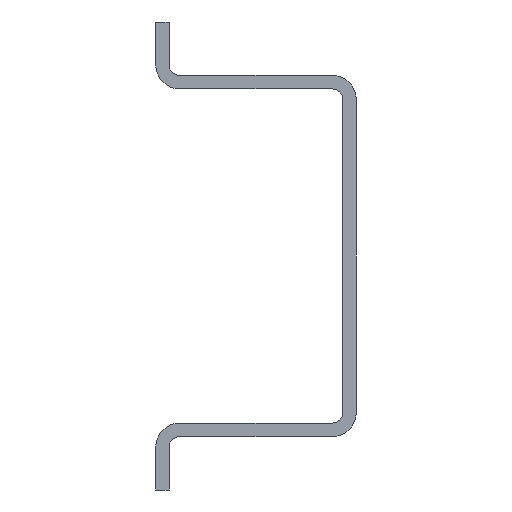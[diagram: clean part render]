
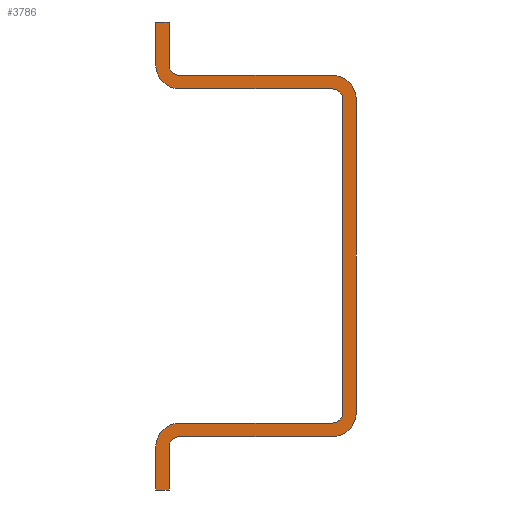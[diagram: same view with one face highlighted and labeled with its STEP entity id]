
A CAD part, front view. The second image highlights one B-rep face of the part: STEP entity #3786.
In plain terms, the highlighted planar face has unit normal (0, -1, 0).
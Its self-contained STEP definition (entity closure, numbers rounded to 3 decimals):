
#188=PLANE('',#4146);
#370=FACE_OUTER_BOUND('',#632,.T.);
#632=EDGE_LOOP('',(#3497,#3498,#3499,#3500,#3501,#3502,#3503,#3504,#3505,
#3506,#3507,#3508,#3509,#3510,#3511,#3512,#3513,#3514,#3515,#3516));
#953=LINE('',#6193,#1317);
#958=LINE('',#6207,#1322);
#962=LINE('',#6219,#1326);
#966=LINE('',#6231,#1330);
#970=LINE('',#6243,#1334);
#973=LINE('',#6249,#1337);
#976=LINE('',#6255,#1340);
#980=LINE('',#6267,#1344);
#984=LINE('',#6279,#1348);
#988=LINE('',#6291,#1352);
#992=LINE('',#6303,#1356);
#995=LINE('',#6308,#1359);
#1317=VECTOR('',#5111,3.2);
#1322=VECTOR('',#5124,11.4);
#1326=VECTOR('',#5136,23.4);
#1330=VECTOR('',#5148,11.4);
#1334=VECTOR('',#5160,3.2);
#1337=VECTOR('',#5165,1.);
#1340=VECTOR('',#5170,3.2);
#1344=VECTOR('',#5182,11.4);
#1348=VECTOR('',#5194,23.4);
#1352=VECTOR('',#5206,11.4);
#1356=VECTOR('',#5218,3.2);
#1359=VECTOR('',#5223,1.);
#1521=CIRCLE('',#4111,1.8);
#1523=CIRCLE('',#4115,0.8);
#1525=CIRCLE('',#4119,0.8);
#1527=CIRCLE('',#4123,1.8);
#1529=CIRCLE('',#4129,0.8);
#1531=CIRCLE('',#4133,1.8);
#1533=CIRCLE('',#4137,1.8);
#1535=CIRCLE('',#4141,0.8);
#1857=VERTEX_POINT('',#6191);
#1858=VERTEX_POINT('',#6192);
#1861=VERTEX_POINT('',#6200);
#1863=VERTEX_POINT('',#6206);
#1865=VERTEX_POINT('',#6212);
#1867=VERTEX_POINT('',#6218);
#1869=VERTEX_POINT('',#6224);
#1871=VERTEX_POINT('',#6230);
#1873=VERTEX_POINT('',#6236);
#1875=VERTEX_POINT('',#6242);
#1877=VERTEX_POINT('',#6248);
#1879=VERTEX_POINT('',#6254);
#1881=VERTEX_POINT('',#6260);
#1883=VERTEX_POINT('',#6266);
#1885=VERTEX_POINT('',#6272);
#1887=VERTEX_POINT('',#6278);
#1889=VERTEX_POINT('',#6284);
#1891=VERTEX_POINT('',#6290);
#1893=VERTEX_POINT('',#6296);
#1895=VERTEX_POINT('',#6302);
#2377=EDGE_CURVE('',#1857,#1858,#953,.T.);
#2381=EDGE_CURVE('',#1861,#1857,#1521,.T.);
#2384=EDGE_CURVE('',#1863,#1861,#958,.T.);
#2387=EDGE_CURVE('',#1865,#1863,#1523,.T.);
#2390=EDGE_CURVE('',#1867,#1865,#962,.T.);
#2393=EDGE_CURVE('',#1869,#1867,#1525,.T.);
#2396=EDGE_CURVE('',#1871,#1869,#966,.T.);
#2399=EDGE_CURVE('',#1873,#1871,#1527,.T.);
#2402=EDGE_CURVE('',#1875,#1873,#970,.T.);
#2405=EDGE_CURVE('',#1877,#1875,#973,.T.);
#2408=EDGE_CURVE('',#1879,#1877,#976,.T.);
#2411=EDGE_CURVE('',#1881,#1879,#1529,.T.);
#2414=EDGE_CURVE('',#1883,#1881,#980,.T.);
#2417=EDGE_CURVE('',#1885,#1883,#1531,.T.);
#2420=EDGE_CURVE('',#1887,#1885,#984,.T.);
#2423=EDGE_CURVE('',#1889,#1887,#1533,.T.);
#2426=EDGE_CURVE('',#1891,#1889,#988,.T.);
#2429=EDGE_CURVE('',#1893,#1891,#1535,.T.);
#2432=EDGE_CURVE('',#1895,#1893,#992,.T.);
#2435=EDGE_CURVE('',#1858,#1895,#995,.T.);
#3497=ORIENTED_EDGE('',*,*,#2435,.F.);
#3498=ORIENTED_EDGE('',*,*,#2377,.F.);
#3499=ORIENTED_EDGE('',*,*,#2381,.F.);
#3500=ORIENTED_EDGE('',*,*,#2384,.F.);
#3501=ORIENTED_EDGE('',*,*,#2387,.F.);
#3502=ORIENTED_EDGE('',*,*,#2390,.F.);
#3503=ORIENTED_EDGE('',*,*,#2393,.F.);
#3504=ORIENTED_EDGE('',*,*,#2396,.F.);
#3505=ORIENTED_EDGE('',*,*,#2399,.F.);
#3506=ORIENTED_EDGE('',*,*,#2402,.F.);
#3507=ORIENTED_EDGE('',*,*,#2405,.F.);
#3508=ORIENTED_EDGE('',*,*,#2408,.F.);
#3509=ORIENTED_EDGE('',*,*,#2411,.F.);
#3510=ORIENTED_EDGE('',*,*,#2414,.F.);
#3511=ORIENTED_EDGE('',*,*,#2417,.F.);
#3512=ORIENTED_EDGE('',*,*,#2420,.F.);
#3513=ORIENTED_EDGE('',*,*,#2423,.F.);
#3514=ORIENTED_EDGE('',*,*,#2426,.F.);
#3515=ORIENTED_EDGE('',*,*,#2429,.F.);
#3516=ORIENTED_EDGE('',*,*,#2432,.F.);
#3786=ADVANCED_FACE('',(#370),#188,.F.);
#4111=AXIS2_PLACEMENT_3D('',#6201,#5117,#5118);
#4115=AXIS2_PLACEMENT_3D('',#6213,#5129,#5130);
#4119=AXIS2_PLACEMENT_3D('',#6225,#5141,#5142);
#4123=AXIS2_PLACEMENT_3D('',#6237,#5153,#5154);
#4129=AXIS2_PLACEMENT_3D('',#6261,#5175,#5176);
#4133=AXIS2_PLACEMENT_3D('',#6273,#5187,#5188);
#4137=AXIS2_PLACEMENT_3D('',#6285,#5199,#5200);
#4141=AXIS2_PLACEMENT_3D('',#6297,#5211,#5212);
#4146=AXIS2_PLACEMENT_3D('',#6311,#5227,#5228);
#5111=DIRECTION('',(0.,0.,1.));
#5117=DIRECTION('center_axis',(0.,1.,0.));
#5118=DIRECTION('ref_axis',(0.,0.,-1.));
#5124=DIRECTION('',(-1.,0.,0.));
#5129=DIRECTION('center_axis',(0.,-1.,0.));
#5130=DIRECTION('ref_axis',(0.,0.,-1.));
#5136=DIRECTION('',(0.,0.,1.));
#5141=DIRECTION('center_axis',(0.,-1.,0.));
#5142=DIRECTION('ref_axis',(-1.,0.,0.));
#5148=DIRECTION('',(1.,0.,0.));
#5153=DIRECTION('center_axis',(0.,1.,0.));
#5154=DIRECTION('ref_axis',(-1.,0.,0.));
#5160=DIRECTION('',(0.,0.,1.));
#5165=DIRECTION('',(-1.,0.,0.));
#5170=DIRECTION('',(0.,0.,-1.));
#5175=DIRECTION('center_axis',(0.,-1.,0.));
#5176=DIRECTION('ref_axis',(1.,0.,0.));
#5182=DIRECTION('',(-1.,0.,0.));
#5187=DIRECTION('center_axis',(0.,1.,0.));
#5188=DIRECTION('ref_axis',(1.,0.,0.));
#5194=DIRECTION('',(0.,0.,-1.));
#5199=DIRECTION('center_axis',(0.,1.,0.));
#5200=DIRECTION('ref_axis',(0.,0.,1.));
#5206=DIRECTION('',(1.,0.,0.));
#5211=DIRECTION('center_axis',(0.,-1.,0.));
#5212=DIRECTION('ref_axis',(0.,0.,1.));
#5218=DIRECTION('',(0.,0.,-1.));
#5223=DIRECTION('',(1.,0.,0.));
#5227=DIRECTION('center_axis',(0.,1.,0.));
#5228=DIRECTION('ref_axis',(0.,0.,1.));
#6191=CARTESIAN_POINT('',(-15.,0.,14.3));
#6192=CARTESIAN_POINT('',(-15.,0.,17.5));
#6193=CARTESIAN_POINT('',(-15.,0.,14.3));
#6200=CARTESIAN_POINT('',(-13.2,0.,12.5));
#6201=CARTESIAN_POINT('Origin',(-13.2,0.,14.3));
#6206=CARTESIAN_POINT('',(-1.8,0.,12.5));
#6207=CARTESIAN_POINT('',(-1.8,0.,12.5));
#6212=CARTESIAN_POINT('',(-1.,0.,11.7));
#6213=CARTESIAN_POINT('Origin',(-1.8,0.,11.7));
#6218=CARTESIAN_POINT('',(-1.,0.,-11.7));
#6219=CARTESIAN_POINT('',(-1.,0.,-11.7));
#6224=CARTESIAN_POINT('',(-1.8,0.,-12.5));
#6225=CARTESIAN_POINT('Origin',(-1.8,0.,-11.7));
#6230=CARTESIAN_POINT('',(-13.2,0.,-12.5));
#6231=CARTESIAN_POINT('',(-13.2,0.,-12.5));
#6236=CARTESIAN_POINT('',(-15.,0.,-14.3));
#6237=CARTESIAN_POINT('Origin',(-13.2,0.,-14.3));
#6242=CARTESIAN_POINT('',(-15.,0.,-17.5));
#6243=CARTESIAN_POINT('',(-15.,0.,-17.5));
#6248=CARTESIAN_POINT('',(-14.,0.,-17.5));
#6249=CARTESIAN_POINT('',(-14.,0.,-17.5));
#6254=CARTESIAN_POINT('',(-14.,0.,-14.3));
#6255=CARTESIAN_POINT('',(-14.,0.,-14.3));
#6260=CARTESIAN_POINT('',(-13.2,0.,-13.5));
#6261=CARTESIAN_POINT('Origin',(-13.2,0.,-14.3));
#6266=CARTESIAN_POINT('',(-1.8,0.,-13.5));
#6267=CARTESIAN_POINT('',(-1.8,0.,-13.5));
#6272=CARTESIAN_POINT('',(0.,0.,-11.7));
#6273=CARTESIAN_POINT('Origin',(-1.8,0.,-11.7));
#6278=CARTESIAN_POINT('',(0.,0.,11.7));
#6279=CARTESIAN_POINT('',(0.,0.,11.7));
#6284=CARTESIAN_POINT('',(-1.8,0.,13.5));
#6285=CARTESIAN_POINT('Origin',(-1.8,0.,11.7));
#6290=CARTESIAN_POINT('',(-13.2,0.,13.5));
#6291=CARTESIAN_POINT('',(-13.2,0.,13.5));
#6296=CARTESIAN_POINT('',(-14.,0.,14.3));
#6297=CARTESIAN_POINT('Origin',(-13.2,0.,14.3));
#6302=CARTESIAN_POINT('',(-14.,0.,17.5));
#6303=CARTESIAN_POINT('',(-14.,0.,17.5));
#6308=CARTESIAN_POINT('',(-15.,0.,17.5));
#6311=CARTESIAN_POINT('Origin',(-5.625,0.,0.));
